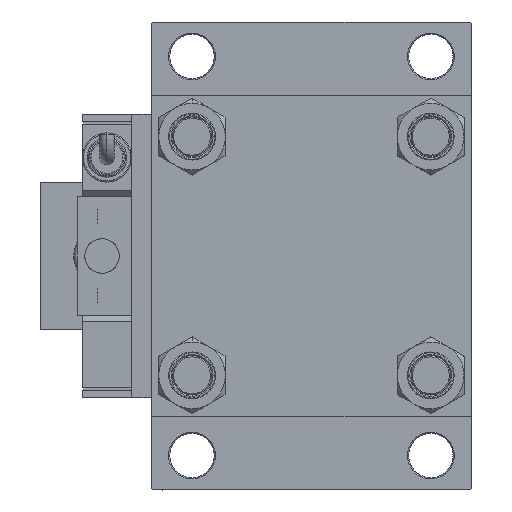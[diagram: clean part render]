
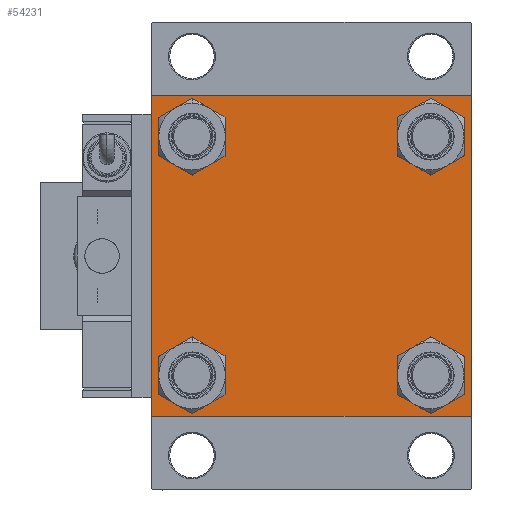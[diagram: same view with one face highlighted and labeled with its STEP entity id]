
A CAD part, left-side view. The second image highlights one B-rep face of the part: STEP entity #54231.
In plain terms, the highlighted planar face has unit normal (-1, 0, 0).
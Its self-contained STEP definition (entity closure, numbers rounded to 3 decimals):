
#923 = PLANE ( 'NONE',  #32406 ) ;
#1405 = DIRECTION ( 'NONE',  ( 0., 0., -1. ) ) ;
#1786 = VERTEX_POINT ( 'NONE', #21455 ) ;
#1964 = AXIS2_PLACEMENT_3D ( 'NONE', #4716, #47086, #8387 ) ;
#2260 = ORIENTED_EDGE ( 'NONE', *, *, #48489, .T. ) ;
#2769 = ORIENTED_EDGE ( 'NONE', *, *, #17592, .T. ) ;
#2823 = CARTESIAN_POINT ( 'NONE',  ( 0., -64.5, -65. ) ) ;
#3712 = DIRECTION ( 'NONE',  ( 0., 0., 1. ) ) ;
#3758 = AXIS2_PLACEMENT_3D ( 'NONE', #21603, #36130, #35587 ) ;
#4716 = CARTESIAN_POINT ( 'NONE',  ( 0., -48.45, 48.45 ) ) ;
#5294 = DIRECTION ( 'NONE',  ( 1., 0., 0. ) ) ;
#5639 = LINE ( 'NONE', #39867, #45554 ) ;
#5969 = ORIENTED_EDGE ( 'NONE', *, *, #38181, .F. ) ;
#5971 = DIRECTION ( 'NONE',  ( 0., 0., 1. ) ) ;
#6319 = VECTOR ( 'NONE', #23756, 1000. ) ;
#6349 = DIRECTION ( 'NONE',  ( 0., -0.707, 0.707 ) ) ;
#6363 = DIRECTION ( 'NONE',  ( 0., 0., -1. ) ) ;
#7088 = CARTESIAN_POINT ( 'NONE',  ( 0., 48.45, -48.45 ) ) ;
#7200 = EDGE_LOOP ( 'NONE', ( #10439, #20164 ) ) ;
#7549 = DIRECTION ( 'NONE',  ( 0., 0.707, 0.707 ) ) ;
#7970 = CARTESIAN_POINT ( 'NONE',  ( 0., 64.5, 65. ) ) ;
#8380 = EDGE_CURVE ( 'NONE', #1786, #31582, #5639, .T. ) ;
#8387 = DIRECTION ( 'NONE',  ( 0., 0., 1. ) ) ;
#8471 = CIRCLE ( 'NONE', #39811, 8.5 ) ;
#9118 = DIRECTION ( 'NONE',  ( -1., 0., 0. ) ) ;
#9205 = CARTESIAN_POINT ( 'NONE',  ( 0., -65., 64.5 ) ) ;
#9470 = VECTOR ( 'NONE', #46192, 1000. ) ;
#9598 = CARTESIAN_POINT ( 'NONE',  ( 0., -48.45, 39.95 ) ) ;
#9741 = LINE ( 'NONE', #10821, #12906 ) ;
#9774 = ORIENTED_EDGE ( 'NONE', *, *, #33314, .T. ) ;
#9908 = VECTOR ( 'NONE', #6349, 1000. ) ;
#10439 = ORIENTED_EDGE ( 'NONE', *, *, #38922, .T. ) ;
#10710 = DIRECTION ( 'NONE',  ( 1., 0., 0. ) ) ;
#10821 = CARTESIAN_POINT ( 'NONE',  ( 0., 65., -65. ) ) ;
#10933 = ORIENTED_EDGE ( 'NONE', *, *, #30246, .T. ) ;
#11466 = VERTEX_POINT ( 'NONE', #20462 ) ;
#11951 = DIRECTION ( 'NONE',  ( 0., 0., 1. ) ) ;
#12300 = LINE ( 'NONE', #29151, #17115 ) ;
#12505 = VECTOR ( 'NONE', #13805, 1000. ) ;
#12656 = EDGE_LOOP ( 'NONE', ( #43701, #10933 ) ) ;
#12906 = VECTOR ( 'NONE', #14472, 1000. ) ;
#13275 = VERTEX_POINT ( 'NONE', #25586 ) ;
#13561 = ORIENTED_EDGE ( 'NONE', *, *, #33464, .T. ) ;
#13741 = CARTESIAN_POINT ( 'NONE',  ( 0., -65., -64.5 ) ) ;
#13805 = DIRECTION ( 'NONE',  ( 0., -1., 0. ) ) ;
#14118 = FACE_BOUND ( 'NONE', #15273, .T. ) ;
#14472 = DIRECTION ( 'NONE',  ( 0., -1., 0. ) ) ;
#15213 = EDGE_LOOP ( 'NONE', ( #48069, #13561 ) ) ;
#15273 = EDGE_LOOP ( 'NONE', ( #9774, #17873 ) ) ;
#15588 = CARTESIAN_POINT ( 'NONE',  ( 0., -64.75, -64.75 ) ) ;
#15596 = VERTEX_POINT ( 'NONE', #31259 ) ;
#15900 = CIRCLE ( 'NONE', #55331, 8.5 ) ;
#16032 = EDGE_CURVE ( 'NONE', #32558, #54964, #8471, .T. ) ;
#16435 = DIRECTION ( 'NONE',  ( 1., 0., 0. ) ) ;
#17115 = VECTOR ( 'NONE', #7549, 1000. ) ;
#17592 = EDGE_CURVE ( 'NONE', #31582, #13275, #29086, .T. ) ;
#17873 = ORIENTED_EDGE ( 'NONE', *, *, #45852, .T. ) ;
#18203 = DIRECTION ( 'NONE',  ( 0., 0., 1. ) ) ;
#18305 = CARTESIAN_POINT ( 'NONE',  ( 0., -48.45, -48.45 ) ) ;
#18568 = LINE ( 'NONE', #22785, #12505 ) ;
#20164 = ORIENTED_EDGE ( 'NONE', *, *, #47243, .T. ) ;
#20462 = CARTESIAN_POINT ( 'NONE',  ( 0., -48.45, 56.95 ) ) ;
#21455 = CARTESIAN_POINT ( 'NONE',  ( 0., 65., 64.5 ) ) ;
#21603 = CARTESIAN_POINT ( 'NONE',  ( 0., 48.45, 48.45 ) ) ;
#22785 = CARTESIAN_POINT ( 'NONE',  ( 0., 65., 65. ) ) ;
#22790 = ORIENTED_EDGE ( 'NONE', *, *, #34566, .T. ) ;
#23148 = VERTEX_POINT ( 'NONE', #9205 ) ;
#23352 = EDGE_LOOP ( 'NONE', ( #55351, #2769, #22790, #31819, #5969, #37941, #49652, #2260 ) ) ;
#23501 = CIRCLE ( 'NONE', #3758, 8.5 ) ;
#23756 = DIRECTION ( 'NONE',  ( 0., 0.707, -0.707 ) ) ;
#24207 = CIRCLE ( 'NONE', #54636, 8.5 ) ;
#24687 = DIRECTION ( 'NONE',  ( 1., 0., 0. ) ) ;
#25425 = CARTESIAN_POINT ( 'NONE',  ( 0., -48.45, 48.45 ) ) ;
#25586 = CARTESIAN_POINT ( 'NONE',  ( 0., 64.5, -65. ) ) ;
#26607 = LINE ( 'NONE', #38119, #48965 ) ;
#26733 = EDGE_CURVE ( 'NONE', #53231, #15596, #46462, .T. ) ;
#27045 = CARTESIAN_POINT ( 'NONE',  ( 0., 0., 0. ) ) ;
#27936 = CARTESIAN_POINT ( 'NONE',  ( 0., 48.45, 39.95 ) ) ;
#28798 = LINE ( 'NONE', #53479, #6319 ) ;
#29086 = LINE ( 'NONE', #34143, #9470 ) ;
#29151 = CARTESIAN_POINT ( 'NONE',  ( 0., -64.75, 64.75 ) ) ;
#30246 = EDGE_CURVE ( 'NONE', #15596, #53231, #42134, .T. ) ;
#31114 = CARTESIAN_POINT ( 'NONE',  ( 0., 48.45, 48.45 ) ) ;
#31259 = CARTESIAN_POINT ( 'NONE',  ( 0., 48.45, -56.95 ) ) ;
#31582 = VERTEX_POINT ( 'NONE', #53399 ) ;
#31819 = ORIENTED_EDGE ( 'NONE', *, *, #48425, .T. ) ;
#32406 = AXIS2_PLACEMENT_3D ( 'NONE', #27045, #9118, #5971 ) ;
#32558 = VERTEX_POINT ( 'NONE', #48708 ) ;
#33314 = EDGE_CURVE ( 'NONE', #11466, #55375, #51261, .T. ) ;
#33464 = EDGE_CURVE ( 'NONE', #54964, #32558, #23501, .T. ) ;
#33652 = CARTESIAN_POINT ( 'NONE',  ( 0., -48.45, -56.95 ) ) ;
#34143 = CARTESIAN_POINT ( 'NONE',  ( 0., 64.75, -64.75 ) ) ;
#34566 = EDGE_CURVE ( 'NONE', #13275, #48268, #9741, .T. ) ;
#35587 = DIRECTION ( 'NONE',  ( 0., 0., 1. ) ) ;
#36130 = DIRECTION ( 'NONE',  ( 1., 0., 0. ) ) ;
#36598 = AXIS2_PLACEMENT_3D ( 'NONE', #7088, #37105, #3712 ) ;
#36998 = VERTEX_POINT ( 'NONE', #13741 ) ;
#37105 = DIRECTION ( 'NONE',  ( 1., 0., 0. ) ) ;
#37941 = ORIENTED_EDGE ( 'NONE', *, *, #49702, .T. ) ;
#38119 = CARTESIAN_POINT ( 'NONE',  ( 0., -65., 65. ) ) ;
#38181 = EDGE_CURVE ( 'NONE', #23148, #36998, #26607, .T. ) ;
#38922 = EDGE_CURVE ( 'NONE', #53972, #49645, #15900, .T. ) ;
#39112 = VERTEX_POINT ( 'NONE', #48192 ) ;
#39340 = CIRCLE ( 'NONE', #42954, 8.5 ) ;
#39811 = AXIS2_PLACEMENT_3D ( 'NONE', #31114, #5294, #18203 ) ;
#39867 = CARTESIAN_POINT ( 'NONE',  ( 0., 65., 65. ) ) ;
#41030 = CARTESIAN_POINT ( 'NONE',  ( 0., 48.45, -39.95 ) ) ;
#42134 = CIRCLE ( 'NONE', #53771, 8.5 ) ;
#42954 = AXIS2_PLACEMENT_3D ( 'NONE', #25425, #16435, #11951 ) ;
#43624 = DIRECTION ( 'NONE',  ( 1., 0., 0. ) ) ;
#43701 = ORIENTED_EDGE ( 'NONE', *, *, #26733, .T. ) ;
#44142 = FACE_BOUND ( 'NONE', #7200, .T. ) ;
#45426 = DIRECTION ( 'NONE',  ( 0., 0., 1. ) ) ;
#45554 = VECTOR ( 'NONE', #1405, 1000. ) ;
#45852 = EDGE_CURVE ( 'NONE', #55375, #11466, #39340, .T. ) ;
#46158 = VERTEX_POINT ( 'NONE', #7970 ) ;
#46192 = DIRECTION ( 'NONE',  ( 0., -0.707, -0.707 ) ) ;
#46462 = CIRCLE ( 'NONE', #36598, 8.5 ) ;
#46476 = EDGE_CURVE ( 'NONE', #46158, #39112, #18568, .T. ) ;
#46722 = CARTESIAN_POINT ( 'NONE',  ( 0., 48.45, -48.45 ) ) ;
#47086 = DIRECTION ( 'NONE',  ( 1., 0., 0. ) ) ;
#47243 = EDGE_CURVE ( 'NONE', #49645, #53972, #24207, .T. ) ;
#47536 = FACE_BOUND ( 'NONE', #15213, .T. ) ;
#47600 = CARTESIAN_POINT ( 'NONE',  ( 0., -48.45, -39.95 ) ) ;
#48069 = ORIENTED_EDGE ( 'NONE', *, *, #16032, .T. ) ;
#48192 = CARTESIAN_POINT ( 'NONE',  ( 0., -64.5, 65. ) ) ;
#48268 = VERTEX_POINT ( 'NONE', #2823 ) ;
#48319 = DIRECTION ( 'NONE',  ( 0., 0., 1. ) ) ;
#48425 = EDGE_CURVE ( 'NONE', #48268, #36998, #48980, .T. ) ;
#48489 = EDGE_CURVE ( 'NONE', #46158, #1786, #28798, .T. ) ;
#48708 = CARTESIAN_POINT ( 'NONE',  ( 0., 48.45, 56.95 ) ) ;
#48965 = VECTOR ( 'NONE', #6363, 1000. ) ;
#48980 = LINE ( 'NONE', #15588, #9908 ) ;
#49645 = VERTEX_POINT ( 'NONE', #33652 ) ;
#49652 = ORIENTED_EDGE ( 'NONE', *, *, #46476, .F. ) ;
#49702 = EDGE_CURVE ( 'NONE', #23148, #39112, #12300, .T. ) ;
#51261 = CIRCLE ( 'NONE', #1964, 8.5 ) ;
#51477 = DIRECTION ( 'NONE',  ( 0., 0., 1. ) ) ;
#51743 = FACE_OUTER_BOUND ( 'NONE', #23352, .T. ) ;
#52558 = FACE_BOUND ( 'NONE', #12656, .T. ) ;
#53231 = VERTEX_POINT ( 'NONE', #41030 ) ;
#53399 = CARTESIAN_POINT ( 'NONE',  ( 0., 65., -64.5 ) ) ;
#53479 = CARTESIAN_POINT ( 'NONE',  ( 0., 64.75, 64.75 ) ) ;
#53771 = AXIS2_PLACEMENT_3D ( 'NONE', #46722, #43624, #51477 ) ;
#53972 = VERTEX_POINT ( 'NONE', #47600 ) ;
#54231 = ADVANCED_FACE ( 'NONE', ( #14118, #44142, #52558, #47536, #51743 ), #923, .T. ) ;
#54636 = AXIS2_PLACEMENT_3D ( 'NONE', #18305, #10710, #48319 ) ;
#54964 = VERTEX_POINT ( 'NONE', #27936 ) ;
#54970 = CARTESIAN_POINT ( 'NONE',  ( 0., -48.45, -48.45 ) ) ;
#55331 = AXIS2_PLACEMENT_3D ( 'NONE', #54970, #24687, #45426 ) ;
#55351 = ORIENTED_EDGE ( 'NONE', *, *, #8380, .T. ) ;
#55375 = VERTEX_POINT ( 'NONE', #9598 ) ;
